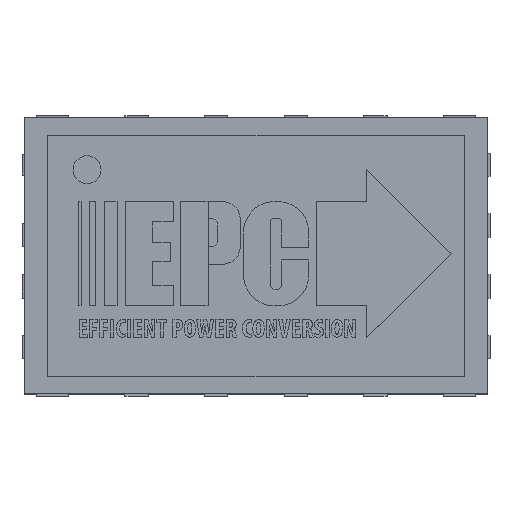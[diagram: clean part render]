
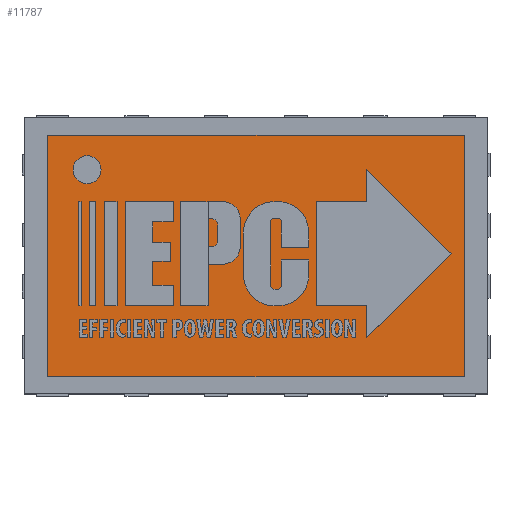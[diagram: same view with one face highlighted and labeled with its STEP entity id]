
A CAD part, top view. The second image highlights one B-rep face of the part: STEP entity #11787.
In plain terms, the highlighted planar face has unit normal (0, 0, 1).
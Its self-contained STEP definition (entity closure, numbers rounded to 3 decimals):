
#1146=FACE_OUTER_BOUND('',#1782,.T.);
#1782=EDGE_LOOP('',(#10638,#10639,#10640,#10641));
#3202=LINE('',#19760,#4630);
#3205=LINE('',#19766,#4633);
#3208=LINE('',#19772,#4636);
#3211=LINE('',#19777,#4639);
#4630=VECTOR('',#15062,1.);
#4633=VECTOR('',#15067,1.);
#4636=VECTOR('',#15072,1.);
#4639=VECTOR('',#15077,1.);
#5725=VERTEX_POINT('',#19757);
#5726=VERTEX_POINT('',#19759);
#5728=VERTEX_POINT('',#19765);
#5730=VERTEX_POINT('',#19771);
#7358=EDGE_CURVE('',#5725,#5726,#3202,.T.);
#7361=EDGE_CURVE('',#5726,#5728,#3205,.T.);
#7364=EDGE_CURVE('',#5728,#5730,#3208,.T.);
#7367=EDGE_CURVE('',#5730,#5725,#3211,.T.);
#10638=ORIENTED_EDGE('',*,*,#7358,.F.);
#10639=ORIENTED_EDGE('',*,*,#7367,.F.);
#10640=ORIENTED_EDGE('',*,*,#7364,.F.);
#10641=ORIENTED_EDGE('',*,*,#7361,.F.);
#11164=PLANE('',#12497);
#11787=ADVANCED_FACE('',(#1146),#11164,.F.);
#12497=AXIS2_PLACEMENT_3D('',#19780,#15081,#15082);
#15062=DIRECTION('',(-1.,0.,0.));
#15067=DIRECTION('',(0.,1.,0.));
#15072=DIRECTION('',(1.,0.,0.));
#15077=DIRECTION('',(0.,-1.,0.));
#15081=DIRECTION('center_axis',(0.,0.,-1.));
#15082=DIRECTION('ref_axis',(-1.,0.,0.));
#19757=CARTESIAN_POINT('',(2.225,-1.29,0.025));
#19759=CARTESIAN_POINT('',(-2.225,-1.29,0.025));
#19760=CARTESIAN_POINT('',(2.225,-1.29,0.025));
#19765=CARTESIAN_POINT('',(-2.225,1.29,0.025));
#19766=CARTESIAN_POINT('',(-2.225,-1.29,0.025));
#19771=CARTESIAN_POINT('',(2.225,1.29,0.025));
#19772=CARTESIAN_POINT('',(-2.225,1.29,0.025));
#19777=CARTESIAN_POINT('',(2.225,1.29,0.025));
#19780=CARTESIAN_POINT('Origin',(0.,0.,0.025));
